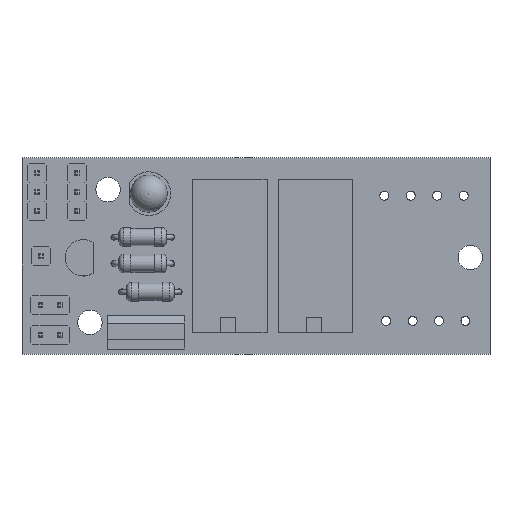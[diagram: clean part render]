
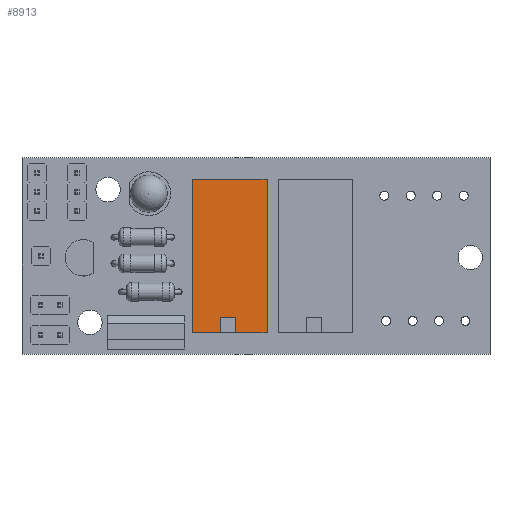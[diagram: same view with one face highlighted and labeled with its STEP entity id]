
A CAD part, top view. The second image highlights one B-rep face of the part: STEP entity #8913.
In plain terms, the highlighted planar face has unit normal (0, 0, 1).
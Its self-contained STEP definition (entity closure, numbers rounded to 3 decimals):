
#7090 = PLANE('',#7091);
#7091 = AXIS2_PLACEMENT_3D('',#7092,#7093,#7094);
#7092 = CARTESIAN_POINT('',(-1.2,1.3,0.5));
#7093 = DIRECTION('',(0.,1.,0.));
#7094 = DIRECTION('',(1.,0.,0.));
#7115 = VERTEX_POINT('',#7116);
#7116 = CARTESIAN_POINT('',(-1.2,1.3,11.5));
#7130 = PLANE('',#7131);
#7131 = AXIS2_PLACEMENT_3D('',#7132,#7133,#7134);
#7132 = CARTESIAN_POINT('',(-1.2,-19.,0.5));
#7133 = DIRECTION('',(1.,0.,0.));
#7134 = DIRECTION('',(0.,0.,1.));
#7142 = EDGE_CURVE('',#7115,#7143,#7145,.T.);
#7143 = VERTEX_POINT('',#7144);
#7144 = CARTESIAN_POINT('',(2.947,1.3,11.5));
#7145 = SURFACE_CURVE('',#7146,(#7150,#7157),.PCURVE_S1.);
#7146 = LINE('',#7147,#7148);
#7147 = CARTESIAN_POINT('',(-1.2,1.3,11.5));
#7148 = VECTOR('',#7149,1.);
#7149 = DIRECTION('',(1.,0.,0.));
#7150 = PCURVE('',#7090,#7151);
#7151 = DEFINITIONAL_REPRESENTATION('',(#7152),#7156);
#7152 = LINE('',#7153,#7154);
#7153 = CARTESIAN_POINT('',(0.,-11.));
#7154 = VECTOR('',#7155,1.);
#7155 = DIRECTION('',(1.,0.));
#7156 = ( GEOMETRIC_REPRESENTATION_CONTEXT(2) 
PARAMETRIC_REPRESENTATION_CONTEXT() REPRESENTATION_CONTEXT('2D SPACE',''
  ) );
#7157 = PCURVE('',#7158,#7163);
#7158 = PLANE('',#7159);
#7159 = AXIS2_PLACEMENT_3D('',#7160,#7161,#7162);
#7160 = CARTESIAN_POINT('',(-1.2,1.3,11.5));
#7161 = DIRECTION('',(0.,0.,1.));
#7162 = DIRECTION('',(1.,0.,-0.));
#7163 = DEFINITIONAL_REPRESENTATION('',(#7164),#7168);
#7164 = LINE('',#7165,#7166);
#7165 = CARTESIAN_POINT('',(0.,0.));
#7166 = VECTOR('',#7167,1.);
#7167 = DIRECTION('',(1.,0.));
#7168 = ( GEOMETRIC_REPRESENTATION_CONTEXT(2) 
PARAMETRIC_REPRESENTATION_CONTEXT() REPRESENTATION_CONTEXT('2D SPACE',''
  ) );
#7186 = PLANE('',#7187);
#7187 = AXIS2_PLACEMENT_3D('',#7188,#7189,#7190);
#7188 = CARTESIAN_POINT('',(2.947,-0.7,11.5));
#7189 = DIRECTION('',(1.,0.,0.));
#7190 = DIRECTION('',(-0.,1.,0.));
#7227 = VERTEX_POINT('',#7228);
#7228 = CARTESIAN_POINT('',(4.947,1.3,11.5));
#7242 = PLANE('',#7243);
#7243 = AXIS2_PLACEMENT_3D('',#7244,#7245,#7246);
#7244 = CARTESIAN_POINT('',(4.947,1.3,11.5));
#7245 = DIRECTION('',(-1.,0.,0.));
#7246 = DIRECTION('',(0.,-1.,0.));
#7254 = EDGE_CURVE('',#7227,#7255,#7257,.T.);
#7255 = VERTEX_POINT('',#7256);
#7256 = CARTESIAN_POINT('',(8.7,1.3,11.5));
#7257 = SURFACE_CURVE('',#7258,(#7262,#7269),.PCURVE_S1.);
#7258 = LINE('',#7259,#7260);
#7259 = CARTESIAN_POINT('',(-1.2,1.3,11.5));
#7260 = VECTOR('',#7261,1.);
#7261 = DIRECTION('',(1.,0.,0.));
#7262 = PCURVE('',#7090,#7263);
#7263 = DEFINITIONAL_REPRESENTATION('',(#7264),#7268);
#7264 = LINE('',#7265,#7266);
#7265 = CARTESIAN_POINT('',(0.,-11.));
#7266 = VECTOR('',#7267,1.);
#7267 = DIRECTION('',(1.,0.));
#7268 = ( GEOMETRIC_REPRESENTATION_CONTEXT(2) 
PARAMETRIC_REPRESENTATION_CONTEXT() REPRESENTATION_CONTEXT('2D SPACE',''
  ) );
#7269 = PCURVE('',#7158,#7270);
#7270 = DEFINITIONAL_REPRESENTATION('',(#7271),#7275);
#7271 = LINE('',#7272,#7273);
#7272 = CARTESIAN_POINT('',(0.,0.));
#7273 = VECTOR('',#7274,1.);
#7274 = DIRECTION('',(1.,0.));
#7275 = ( GEOMETRIC_REPRESENTATION_CONTEXT(2) 
PARAMETRIC_REPRESENTATION_CONTEXT() REPRESENTATION_CONTEXT('2D SPACE',''
  ) );
#7291 = PLANE('',#7292);
#7292 = AXIS2_PLACEMENT_3D('',#7293,#7294,#7295);
#7293 = CARTESIAN_POINT('',(8.7,1.3,0.5));
#7294 = DIRECTION('',(-1.,0.,0.));
#7295 = DIRECTION('',(0.,0.,-1.));
#7560 = PLANE('',#7561);
#7561 = AXIS2_PLACEMENT_3D('',#7562,#7563,#7564);
#7562 = CARTESIAN_POINT('',(8.7,-19.,0.5));
#7563 = DIRECTION('',(0.,-1.,0.));
#7564 = DIRECTION('',(-1.,0.,0.));
#8870 = VERTEX_POINT('',#8871);
#8871 = CARTESIAN_POINT('',(8.7,-19.,11.5));
#8892 = EDGE_CURVE('',#7255,#8870,#8893,.T.);
#8893 = SURFACE_CURVE('',#8894,(#8898,#8905),.PCURVE_S1.);
#8894 = LINE('',#8895,#8896);
#8895 = CARTESIAN_POINT('',(8.7,1.3,11.5));
#8896 = VECTOR('',#8897,1.);
#8897 = DIRECTION('',(0.,-1.,0.));
#8898 = PCURVE('',#7291,#8899);
#8899 = DEFINITIONAL_REPRESENTATION('',(#8900),#8904);
#8900 = LINE('',#8901,#8902);
#8901 = CARTESIAN_POINT('',(-11.,-0.));
#8902 = VECTOR('',#8903,1.);
#8903 = DIRECTION('',(0.,1.));
#8904 = ( GEOMETRIC_REPRESENTATION_CONTEXT(2) 
PARAMETRIC_REPRESENTATION_CONTEXT() REPRESENTATION_CONTEXT('2D SPACE',''
  ) );
#8905 = PCURVE('',#7158,#8906);
#8906 = DEFINITIONAL_REPRESENTATION('',(#8907),#8911);
#8907 = LINE('',#8908,#8909);
#8908 = CARTESIAN_POINT('',(9.9,0.));
#8909 = VECTOR('',#8910,1.);
#8910 = DIRECTION('',(0.,-1.));
#8911 = ( GEOMETRIC_REPRESENTATION_CONTEXT(2) 
PARAMETRIC_REPRESENTATION_CONTEXT() REPRESENTATION_CONTEXT('2D SPACE',''
  ) );
#8913 = ADVANCED_FACE('',(#8914),#7158,.T.);
#8914 = FACE_BOUND('',#8915,.T.);
#8915 = EDGE_LOOP('',(#8916,#8917,#8940,#8961,#8962,#8963,#8986,#9014));
#8916 = ORIENTED_EDGE('',*,*,#7142,.F.);
#8917 = ORIENTED_EDGE('',*,*,#8918,.F.);
#8918 = EDGE_CURVE('',#8919,#7115,#8921,.T.);
#8919 = VERTEX_POINT('',#8920);
#8920 = CARTESIAN_POINT('',(-1.2,-19.,11.5));
#8921 = SURFACE_CURVE('',#8922,(#8926,#8933),.PCURVE_S1.);
#8922 = LINE('',#8923,#8924);
#8923 = CARTESIAN_POINT('',(-1.2,-19.,11.5));
#8924 = VECTOR('',#8925,1.);
#8925 = DIRECTION('',(0.,1.,0.));
#8926 = PCURVE('',#7158,#8927);
#8927 = DEFINITIONAL_REPRESENTATION('',(#8928),#8932);
#8928 = LINE('',#8929,#8930);
#8929 = CARTESIAN_POINT('',(0.,-20.3));
#8930 = VECTOR('',#8931,1.);
#8931 = DIRECTION('',(0.,1.));
#8932 = ( GEOMETRIC_REPRESENTATION_CONTEXT(2) 
PARAMETRIC_REPRESENTATION_CONTEXT() REPRESENTATION_CONTEXT('2D SPACE',''
  ) );
#8933 = PCURVE('',#7130,#8934);
#8934 = DEFINITIONAL_REPRESENTATION('',(#8935),#8939);
#8935 = LINE('',#8936,#8937);
#8936 = CARTESIAN_POINT('',(11.,0.));
#8937 = VECTOR('',#8938,1.);
#8938 = DIRECTION('',(0.,-1.));
#8939 = ( GEOMETRIC_REPRESENTATION_CONTEXT(2) 
PARAMETRIC_REPRESENTATION_CONTEXT() REPRESENTATION_CONTEXT('2D SPACE',''
  ) );
#8940 = ORIENTED_EDGE('',*,*,#8941,.F.);
#8941 = EDGE_CURVE('',#8870,#8919,#8942,.T.);
#8942 = SURFACE_CURVE('',#8943,(#8947,#8954),.PCURVE_S1.);
#8943 = LINE('',#8944,#8945);
#8944 = CARTESIAN_POINT('',(8.7,-19.,11.5));
#8945 = VECTOR('',#8946,1.);
#8946 = DIRECTION('',(-1.,0.,0.));
#8947 = PCURVE('',#7158,#8948);
#8948 = DEFINITIONAL_REPRESENTATION('',(#8949),#8953);
#8949 = LINE('',#8950,#8951);
#8950 = CARTESIAN_POINT('',(9.9,-20.3));
#8951 = VECTOR('',#8952,1.);
#8952 = DIRECTION('',(-1.,0.));
#8953 = ( GEOMETRIC_REPRESENTATION_CONTEXT(2) 
PARAMETRIC_REPRESENTATION_CONTEXT() REPRESENTATION_CONTEXT('2D SPACE',''
  ) );
#8954 = PCURVE('',#7560,#8955);
#8955 = DEFINITIONAL_REPRESENTATION('',(#8956),#8960);
#8956 = LINE('',#8957,#8958);
#8957 = CARTESIAN_POINT('',(0.,-11.));
#8958 = VECTOR('',#8959,1.);
#8959 = DIRECTION('',(1.,0.));
#8960 = ( GEOMETRIC_REPRESENTATION_CONTEXT(2) 
PARAMETRIC_REPRESENTATION_CONTEXT() REPRESENTATION_CONTEXT('2D SPACE',''
  ) );
#8961 = ORIENTED_EDGE('',*,*,#8892,.F.);
#8962 = ORIENTED_EDGE('',*,*,#7254,.F.);
#8963 = ORIENTED_EDGE('',*,*,#8964,.T.);
#8964 = EDGE_CURVE('',#7227,#8965,#8967,.T.);
#8965 = VERTEX_POINT('',#8966);
#8966 = CARTESIAN_POINT('',(4.947,-0.7,11.5));
#8967 = SURFACE_CURVE('',#8968,(#8972,#8979),.PCURVE_S1.);
#8968 = LINE('',#8969,#8970);
#8969 = CARTESIAN_POINT('',(4.947,1.3,11.5));
#8970 = VECTOR('',#8971,1.);
#8971 = DIRECTION('',(0.,-1.,0.));
#8972 = PCURVE('',#7158,#8973);
#8973 = DEFINITIONAL_REPRESENTATION('',(#8974),#8978);
#8974 = LINE('',#8975,#8976);
#8975 = CARTESIAN_POINT('',(6.147,0.));
#8976 = VECTOR('',#8977,1.);
#8977 = DIRECTION('',(0.,-1.));
#8978 = ( GEOMETRIC_REPRESENTATION_CONTEXT(2) 
PARAMETRIC_REPRESENTATION_CONTEXT() REPRESENTATION_CONTEXT('2D SPACE',''
  ) );
#8979 = PCURVE('',#7242,#8980);
#8980 = DEFINITIONAL_REPRESENTATION('',(#8981),#8985);
#8981 = LINE('',#8982,#8983);
#8982 = CARTESIAN_POINT('',(0.,0.));
#8983 = VECTOR('',#8984,1.);
#8984 = DIRECTION('',(1.,0.));
#8985 = ( GEOMETRIC_REPRESENTATION_CONTEXT(2) 
PARAMETRIC_REPRESENTATION_CONTEXT() REPRESENTATION_CONTEXT('2D SPACE',''
  ) );
#8986 = ORIENTED_EDGE('',*,*,#8987,.T.);
#8987 = EDGE_CURVE('',#8965,#8988,#8990,.T.);
#8988 = VERTEX_POINT('',#8989);
#8989 = CARTESIAN_POINT('',(2.947,-0.7,11.5));
#8990 = SURFACE_CURVE('',#8991,(#8995,#9002),.PCURVE_S1.);
#8991 = LINE('',#8992,#8993);
#8992 = CARTESIAN_POINT('',(4.947,-0.7,11.5));
#8993 = VECTOR('',#8994,1.);
#8994 = DIRECTION('',(-1.,0.,0.));
#8995 = PCURVE('',#7158,#8996);
#8996 = DEFINITIONAL_REPRESENTATION('',(#8997),#9001);
#8997 = LINE('',#8998,#8999);
#8998 = CARTESIAN_POINT('',(6.147,-2.));
#8999 = VECTOR('',#9000,1.);
#9000 = DIRECTION('',(-1.,0.));
#9001 = ( GEOMETRIC_REPRESENTATION_CONTEXT(2) 
PARAMETRIC_REPRESENTATION_CONTEXT() REPRESENTATION_CONTEXT('2D SPACE',''
  ) );
#9002 = PCURVE('',#9003,#9008);
#9003 = PLANE('',#9004);
#9004 = AXIS2_PLACEMENT_3D('',#9005,#9006,#9007);
#9005 = CARTESIAN_POINT('',(4.947,-0.7,11.5));
#9006 = DIRECTION('',(0.,1.,0.));
#9007 = DIRECTION('',(-1.,0.,0.));
#9008 = DEFINITIONAL_REPRESENTATION('',(#9009),#9013);
#9009 = LINE('',#9010,#9011);
#9010 = CARTESIAN_POINT('',(0.,0.));
#9011 = VECTOR('',#9012,1.);
#9012 = DIRECTION('',(1.,0.));
#9013 = ( GEOMETRIC_REPRESENTATION_CONTEXT(2) 
PARAMETRIC_REPRESENTATION_CONTEXT() REPRESENTATION_CONTEXT('2D SPACE',''
  ) );
#9014 = ORIENTED_EDGE('',*,*,#9015,.T.);
#9015 = EDGE_CURVE('',#8988,#7143,#9016,.T.);
#9016 = SURFACE_CURVE('',#9017,(#9021,#9028),.PCURVE_S1.);
#9017 = LINE('',#9018,#9019);
#9018 = CARTESIAN_POINT('',(2.947,-0.7,11.5));
#9019 = VECTOR('',#9020,1.);
#9020 = DIRECTION('',(0.,1.,0.));
#9021 = PCURVE('',#7158,#9022);
#9022 = DEFINITIONAL_REPRESENTATION('',(#9023),#9027);
#9023 = LINE('',#9024,#9025);
#9024 = CARTESIAN_POINT('',(4.147,-2.));
#9025 = VECTOR('',#9026,1.);
#9026 = DIRECTION('',(0.,1.));
#9027 = ( GEOMETRIC_REPRESENTATION_CONTEXT(2) 
PARAMETRIC_REPRESENTATION_CONTEXT() REPRESENTATION_CONTEXT('2D SPACE',''
  ) );
#9028 = PCURVE('',#7186,#9029);
#9029 = DEFINITIONAL_REPRESENTATION('',(#9030),#9034);
#9030 = LINE('',#9031,#9032);
#9031 = CARTESIAN_POINT('',(0.,0.));
#9032 = VECTOR('',#9033,1.);
#9033 = DIRECTION('',(1.,0.));
#9034 = ( GEOMETRIC_REPRESENTATION_CONTEXT(2) 
PARAMETRIC_REPRESENTATION_CONTEXT() REPRESENTATION_CONTEXT('2D SPACE',''
  ) );
